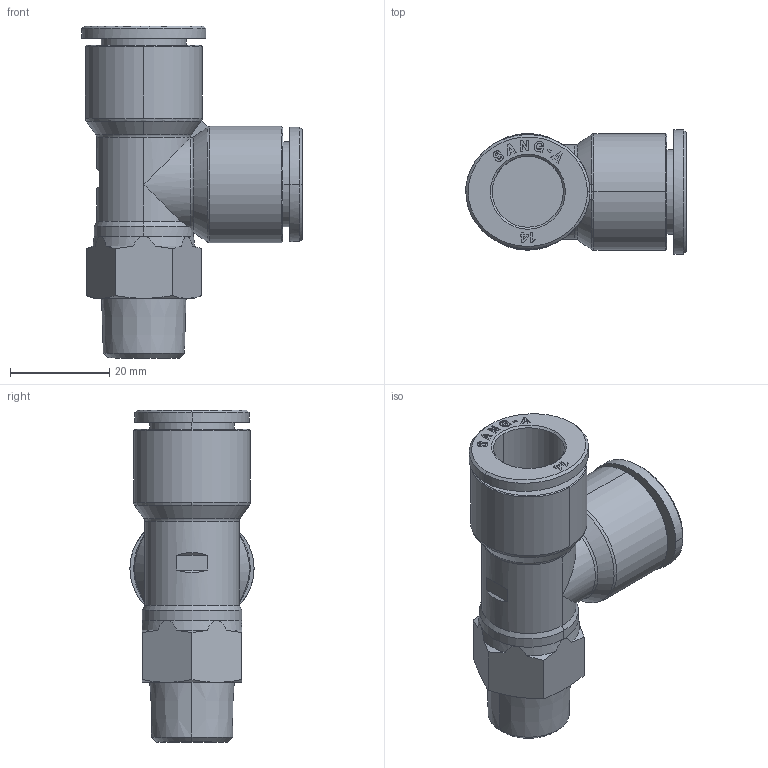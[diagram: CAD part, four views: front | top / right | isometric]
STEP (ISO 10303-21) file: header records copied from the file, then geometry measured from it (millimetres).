
FILE_DESCRIPTION (( 'STEP AP214' ), '1' );
FILE_NAME ('PST14-03.stp', '2015-10-15T10:16:31', ( '' ), ( '' ), 'SwSTEP 2.0', 'SolidWorks 2015', '' );
FILE_SCHEMA (( 'AUTOMOTIVE_DESIGN' ));
Length unit declared in the file: millimetre
Products named in the file (2): PST14-03; ｦ+ﾃｦ1
Assembly tree (1 placements, depth 2):
  PST14-03
    ｦ+ﾃｦ1
Bounding box: 44.4 x 25 x 66.85 mm (x, y, z)
Volume: 21844.9 mm3; surface area: 10564.7 mm2
Topology: 1 solids, 1 shells, 371 faces, 989 edges, 649 vertices
Faces by surface type: plane 224, bspline 64, cone 42, cylinder 38, torus 3
Entity records: 14521 total; most frequent: CARTESIAN_POINT 4997, ORIENTED_EDGE 1974, DIRECTION 1544, EDGE_CURVE 987, LINE 652, VECTOR 652, VERTEX_POINT 649, AXIS2_PLACEMENT_3D 446
